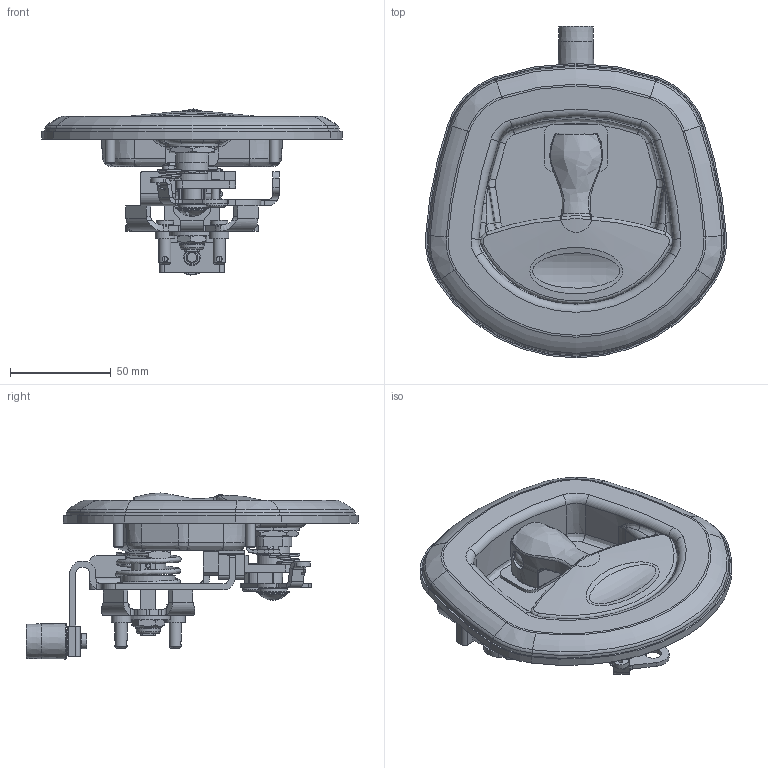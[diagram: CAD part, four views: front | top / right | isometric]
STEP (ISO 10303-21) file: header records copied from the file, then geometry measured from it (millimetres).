
FILE_DESCRIPTION(/* description */ (''),/* implementation_level */ '2;1');
FILE_NAME(/* name */ '28630-R.stp',/* time_stamp */ '2015-01-27T14:02:14-05:00',/* author */ ('fredp'),/* organization */ ('Eberhard Manufacturing Company'),/* preprocessor_version */ 'ST-DEVELOPER v15.2',/* originating_system */ 'Autodesk Inventor 2014',/* authorisation */ '');
FILE_SCHEMA (('AUTOMOTIVE_DESIGN { 1 0 10303 214 3 1 1 }'));
Products named in the file (1): 28630-R
Bounding box: 149.13 x 164.59 x 82.3 mm (x, y, z)
Volume: 158479.7 mm3; surface area: 132974.5 mm2
Topology: 1 solids, 7 shells, 1691 faces, 4494 edges, 2804 vertices
Faces by surface type: plane 530, cylinder 517, bspline 276, torus 216, cone 136, sphere 16
Full cylindrical faces by diameter (mm): 0.965 x5, 1.778 x1, 1.905 x1, 2.438 x2, 2.489 x1, 2.54 x4, 2.723 x2, 2.896 x2, 3.454 x1, 3.708 x2, 3.759 x2, 3.95 x1, 4.216 x1, 4.699 x1, 4.775 x5, 4.826 x2, 4.978 x1, 5.004 x1, 5.842 x1, 6.055 x2, 6.096 x4, 6.219 x1, 6.223 x1, 6.35 x4, 6.528 x1, 6.629 x18, 6.833 x2, 7.137 x6, 7.468 x1, 7.595 x1
Entity records: 68970 total; most frequent: CARTESIAN_POINT 27852, ORIENTED_EDGE 8446, DIRECTION 7826, EDGE_CURVE 4218, AXIS2_PLACEMENT_3D 3112, VERTEX_POINT 2723, EDGE_LOOP 2019, ADVANCED_FACE 1691
